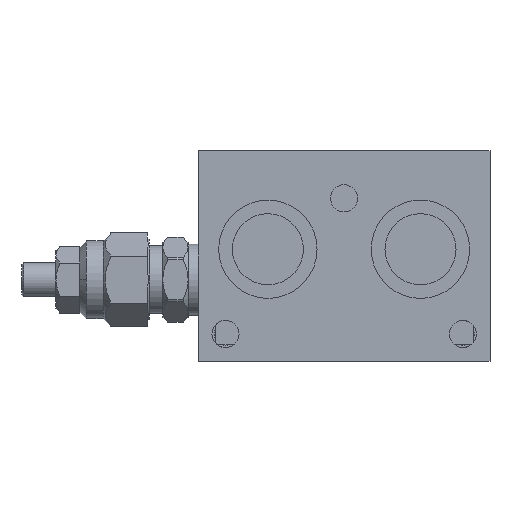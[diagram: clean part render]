
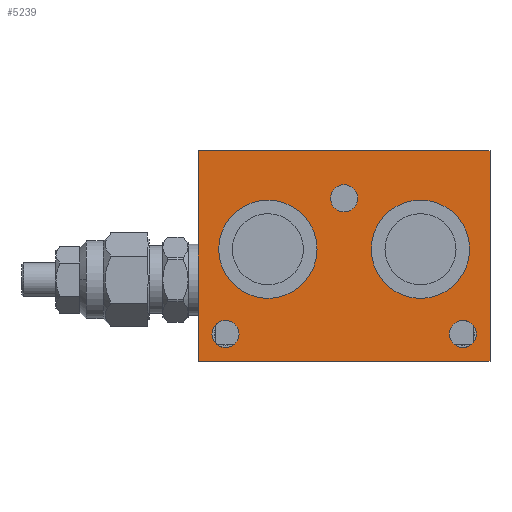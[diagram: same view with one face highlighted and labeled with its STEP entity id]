
A CAD part, front view. The second image highlights one B-rep face of the part: STEP entity #5239.
In plain terms, the highlighted planar face has unit normal (0, -1, 0).
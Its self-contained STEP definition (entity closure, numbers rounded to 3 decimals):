
#2099 = EDGE_CURVE( '', #4363, #4081, #6171, .T. );
#2203 = VERTEX_POINT( '', #6287 );
#2323 = EDGE_CURVE( '', #2203, #2441, #6419, .T. );
#2441 = VERTEX_POINT( '', #6547 );
#2517 = VERTEX_POINT( '', #6630 );
#2539 = EDGE_CURVE( '', #2947, #2517, #6656, .T. );
#2573 = VERTEX_POINT( '', #6696 );
#2667 = EDGE_CURVE( '', #3805, #5223, #6797, .T. );
#2705 = EDGE_CURVE( '', #3053, #4525, #6836, .T. );
#2947 = VERTEX_POINT( '', #7110 );
#3013 = EDGE_CURVE( '', #6097, #2573, #7186, .T. );
#3033 = VERTEX_POINT( '', #7208 );
#3053 = VERTEX_POINT( '', #7230 );
#3321 = EDGE_CURVE( '', #2517, #2947, #7532, .T. );
#3805 = VERTEX_POINT( '', #8062 );
#4081 = VERTEX_POINT( '', #8377 );
#4099 = EDGE_CURVE( '', #4081, #2441, #8396, .T. );
#4159 = EDGE_CURVE( '', #4525, #3053, #8465, .T. );
#4363 = VERTEX_POINT( '', #8690 );
#4525 = VERTEX_POINT( '', #8865 );
#4711 = EDGE_CURVE( '', #2573, #6097, #9109, .T. );
#5013 = EDGE_CURVE( '', #2203, #4363, #9446, .T. );
#5117 = VERTEX_POINT( '', #9557 );
#5223 = VERTEX_POINT( '', #9673 );
#5239 = ADVANCED_FACE( '', ( #9691, #9692, #9693, #9694, #9695, #9696 ), #9697, .F. );
#5341 = EDGE_CURVE( '', #5117, #3033, #9814, .T. );
#5581 = EDGE_CURVE( '', #5223, #3805, #10077, .T. );
#6045 = EDGE_CURVE( '', #3033, #5117, #10604, .T. );
#6097 = VERTEX_POINT( '', #10667 );
#6171 = LINE( '', #10754, #10755 );
#6287 = CARTESIAN_POINT( '', ( 279., 0., 107. ) );
#6419 = LINE( '', #11127, #11128 );
#6547 = CARTESIAN_POINT( '', ( 279., 0., 45. ) );
#6630 = CARTESIAN_POINT( '', ( 318., 0., 93. ) );
#6656 = CIRCLE( '', #11454, 4. );
#6696 = CARTESIAN_POINT( '', ( 291., 0., 53. ) );
#6797 = CIRCLE( '', #11670, 14.5 );
#6836 = CIRCLE( '', #11732, 14.5 );
#7110 = CARTESIAN_POINT( '', ( 326., 0., 93. ) );
#7186 = CIRCLE( '', #12234, 4. );
#7208 = CARTESIAN_POINT( '', ( 361., 0., 53. ) );
#7230 = CARTESIAN_POINT( '', ( 330., 0., 78. ) );
#7532 = CIRCLE( '', #12750, 4. );
#8062 = CARTESIAN_POINT( '', ( 314., 0., 78. ) );
#8377 = CARTESIAN_POINT( '', ( 365., 0., 45. ) );
#8396 = LINE( '', #14004, #14005 );
#8465 = CIRCLE( '', #14098, 14.5 );
#8690 = CARTESIAN_POINT( '', ( 365., 0., 107. ) );
#8865 = CARTESIAN_POINT( '', ( 359., 0., 78. ) );
#9109 = CIRCLE( '', #15015, 4. );
#9446 = LINE( '', #15508, #15509 );
#9557 = CARTESIAN_POINT( '', ( 353., 0., 53. ) );
#9673 = CARTESIAN_POINT( '', ( 285., 0., 78. ) );
#9691 = FACE_BOUND( '', #15862, .T. );
#9692 = FACE_BOUND( '', #15863, .T. );
#9693 = FACE_BOUND( '', #15864, .T. );
#9694 = FACE_BOUND( '', #15865, .T. );
#9695 = FACE_BOUND( '', #15866, .T. );
#9696 = FACE_OUTER_BOUND( '', #15867, .T. );
#9697 = PLANE( '', #15868 );
#9814 = CIRCLE( '', #16038, 4. );
#10077 = CIRCLE( '', #16446, 14.5 );
#10604 = CIRCLE( '', #17235, 4. );
#10667 = CARTESIAN_POINT( '', ( 283., 0., 53. ) );
#10754 = CARTESIAN_POINT( '', ( 365., 0., 76. ) );
#10755 = VECTOR( '', #17435, 1. );
#11127 = CARTESIAN_POINT( '', ( 279., 0., 76. ) );
#11128 = VECTOR( '', #17707, 1. );
#11454 = AXIS2_PLACEMENT_3D( '', #17977, #17978, #17979 );
#11670 = AXIS2_PLACEMENT_3D( '', #18164, #18165, #18166 );
#11732 = AXIS2_PLACEMENT_3D( '', #18191, #18192, #18193 );
#12234 = AXIS2_PLACEMENT_3D( '', #18620, #18621, #18622 );
#12750 = AXIS2_PLACEMENT_3D( '', #19033, #19034, #19035 );
#14004 = CARTESIAN_POINT( '', ( 322., 0., 45. ) );
#14005 = VECTOR( '', #20089, 1. );
#14098 = AXIS2_PLACEMENT_3D( '', #20177, #20178, #20179 );
#15015 = AXIS2_PLACEMENT_3D( '', #20942, #20943, #20944 );
#15508 = CARTESIAN_POINT( '', ( 322., 0., 107. ) );
#15509 = VECTOR( '', #21348, 1. );
#15862 = EDGE_LOOP( '', ( #21613, #21614 ) );
#15863 = EDGE_LOOP( '', ( #21615, #21616 ) );
#15864 = EDGE_LOOP( '', ( #21617, #21618 ) );
#15865 = EDGE_LOOP( '', ( #21619, #21620 ) );
#15866 = EDGE_LOOP( '', ( #21621, #21622 ) );
#15867 = EDGE_LOOP( '', ( #21623, #21624, #21625, #21626 ) );
#15868 = AXIS2_PLACEMENT_3D( '', #21627, #21628, #21629 );
#16038 = AXIS2_PLACEMENT_3D( '', #21796, #21797, #21798 );
#16446 = AXIS2_PLACEMENT_3D( '', #22089, #22090, #22091 );
#17235 = AXIS2_PLACEMENT_3D( '', #22715, #22716, #22717 );
#17435 = DIRECTION( '', ( 0., 0., -1. ) );
#17707 = DIRECTION( '', ( 0., 0., -1. ) );
#17977 = CARTESIAN_POINT( '', ( 322., 0., 93. ) );
#17978 = DIRECTION( '', ( 0., 1., 0. ) );
#17979 = DIRECTION( '', ( 1., 0., 0. ) );
#18164 = CARTESIAN_POINT( '', ( 299.5, 0., 78. ) );
#18165 = DIRECTION( '', ( 0., 1., 0. ) );
#18166 = DIRECTION( '', ( 1., 0., 0. ) );
#18191 = CARTESIAN_POINT( '', ( 344.5, 0., 78. ) );
#18192 = DIRECTION( '', ( 0., 1., 0. ) );
#18193 = DIRECTION( '', ( 1., 0., 0. ) );
#18620 = CARTESIAN_POINT( '', ( 287., 0., 53. ) );
#18621 = DIRECTION( '', ( 0., 1., 0. ) );
#18622 = DIRECTION( '', ( 1., 0., 0. ) );
#19033 = CARTESIAN_POINT( '', ( 322., 0., 93. ) );
#19034 = DIRECTION( '', ( 0., 1., 0. ) );
#19035 = DIRECTION( '', ( 1., 0., 0. ) );
#20089 = DIRECTION( '', ( -1., 0., 0. ) );
#20177 = CARTESIAN_POINT( '', ( 344.5, 0., 78. ) );
#20178 = DIRECTION( '', ( 0., 1., 0. ) );
#20179 = DIRECTION( '', ( 1., 0., 0. ) );
#20942 = CARTESIAN_POINT( '', ( 287., 0., 53. ) );
#20943 = DIRECTION( '', ( 0., 1., 0. ) );
#20944 = DIRECTION( '', ( 1., 0., 0. ) );
#21348 = DIRECTION( '', ( 1., 0., 0. ) );
#21613 = ORIENTED_EDGE( '', *, *, #2539, .T. );
#21614 = ORIENTED_EDGE( '', *, *, #3321, .T. );
#21615 = ORIENTED_EDGE( '', *, *, #6045, .T. );
#21616 = ORIENTED_EDGE( '', *, *, #5341, .T. );
#21617 = ORIENTED_EDGE( '', *, *, #4159, .T. );
#21618 = ORIENTED_EDGE( '', *, *, #2705, .T. );
#21619 = ORIENTED_EDGE( '', *, *, #2667, .T. );
#21620 = ORIENTED_EDGE( '', *, *, #5581, .T. );
#21621 = ORIENTED_EDGE( '', *, *, #4711, .T. );
#21622 = ORIENTED_EDGE( '', *, *, #3013, .T. );
#21623 = ORIENTED_EDGE( '', *, *, #2323, .T. );
#21624 = ORIENTED_EDGE( '', *, *, #4099, .F. );
#21625 = ORIENTED_EDGE( '', *, *, #2099, .F. );
#21626 = ORIENTED_EDGE( '', *, *, #5013, .F. );
#21627 = CARTESIAN_POINT( '', ( 322., 0., 76. ) );
#21628 = DIRECTION( '', ( 0., 1., 0. ) );
#21629 = DIRECTION( '', ( 0., 0., 1. ) );
#21796 = CARTESIAN_POINT( '', ( 357., 0., 53. ) );
#21797 = DIRECTION( '', ( 0., 1., 0. ) );
#21798 = DIRECTION( '', ( 1., 0., 0. ) );
#22089 = CARTESIAN_POINT( '', ( 299.5, 0., 78. ) );
#22090 = DIRECTION( '', ( 0., 1., 0. ) );
#22091 = DIRECTION( '', ( 1., 0., 0. ) );
#22715 = CARTESIAN_POINT( '', ( 357., 0., 53. ) );
#22716 = DIRECTION( '', ( 0., 1., 0. ) );
#22717 = DIRECTION( '', ( 1., 0., 0. ) );
